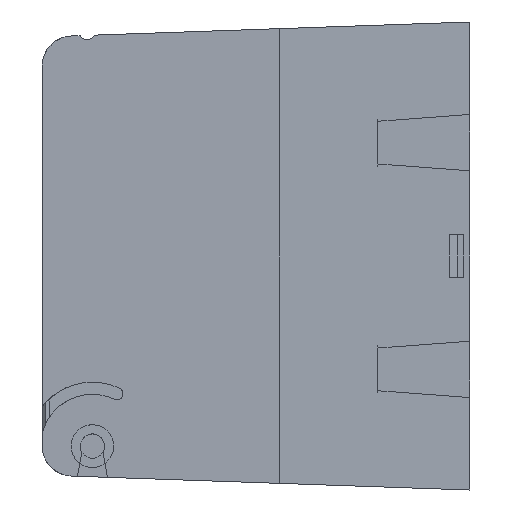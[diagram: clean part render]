
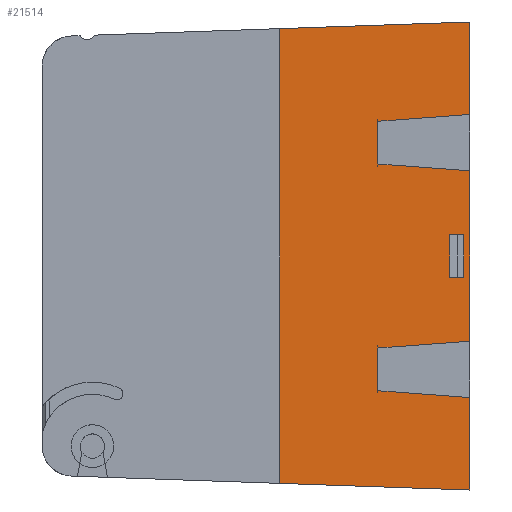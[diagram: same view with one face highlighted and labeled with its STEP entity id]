
A CAD part, left-side view. The second image highlights one B-rep face of the part: STEP entity #21514.
In plain terms, the highlighted planar face has unit normal (-1, 0, 0).
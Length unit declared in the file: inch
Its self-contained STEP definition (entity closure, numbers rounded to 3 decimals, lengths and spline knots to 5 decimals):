
#139 = VERTEX_POINT ( 'NONE', #21283 ) ;
#369 = VERTEX_POINT ( 'NONE', #18484 ) ;
#480 = EDGE_CURVE ( 'NONE', #13211, #3565, #15822, .T. ) ;
#492 = DIRECTION ( 'NONE',  ( -1., 0., 0. ) ) ;
#643 = VERTEX_POINT ( 'NONE', #14260 ) ;
#719 = CARTESIAN_POINT ( 'NONE',  ( -0.465, 0.133, -0.14 ) ) ;
#1211 = CARTESIAN_POINT ( 'NONE',  ( -0.465, 0.133, 0.14 ) ) ;
#1408 = LINE ( 'NONE', #17023, #13865 ) ;
#1427 = VECTOR ( 'NONE', #1481, 39.37008 ) ;
#1481 = DIRECTION ( 'NONE',  ( 0., -1., 0. ) ) ;
#1732 = DIRECTION ( 'NONE',  ( 0., 0., 1. ) ) ;
#1979 = LINE ( 'NONE', #1211, #1427 ) ;
#2178 = VECTOR ( 'NONE', #6647, 39.37008 ) ;
#2401 = VERTEX_POINT ( 'NONE', #23131 ) ;
#2410 = CARTESIAN_POINT ( 'NONE',  ( -0.465, 0., 0.93 ) ) ;
#2580 = CARTESIAN_POINT ( 'NONE',  ( -0.465, 0.594, -0.5 ) ) ;
#2678 = DIRECTION ( 'NONE',  ( 0., -0.997, 0.074 ) ) ;
#2864 = EDGE_CURVE ( 'NONE', #369, #17365, #21456, .T. ) ;
#2884 = VERTEX_POINT ( 'NONE', #22367 ) ;
#3380 = VECTOR ( 'NONE', #14832, 39.37008 ) ;
#3408 = ORIENTED_EDGE ( 'NONE', *, *, #17981, .T. ) ;
#3565 = VERTEX_POINT ( 'NONE', #3649 ) ;
#3649 = CARTESIAN_POINT ( 'NONE',  ( -0.465, 1.25, -1.49391 ) ) ;
#4134 = EDGE_LOOP ( 'NONE', ( #21489, #22515, #20222, #16419, #9122, #9147, #3408, #22890, #23179, #25894, #24114, #16741 ) ) ;
#4201 = CARTESIAN_POINT ( 'NONE',  ( -0.465, 0., -0.56 ) ) ;
#4247 = VERTEX_POINT ( 'NONE', #4201 ) ;
#4493 = VECTOR ( 'NONE', #11783, 39.37008 ) ;
#4526 = LINE ( 'NONE', #11891, #4493 ) ;
#4687 = CARTESIAN_POINT ( 'NONE',  ( -0.465, 0., -1.53756 ) ) ;
#5306 = LINE ( 'NONE', #16137, #7704 ) ;
#5455 = EDGE_CURVE ( 'NONE', #643, #4247, #7136, .T. ) ;
#5841 = EDGE_CURVE ( 'NONE', #14398, #23975, #1979, .T. ) ;
#6055 = VERTEX_POINT ( 'NONE', #20601 ) ;
#6078 = EDGE_CURVE ( 'NONE', #26246, #19177, #19740, .T. ) ;
#6647 = DIRECTION ( 'NONE',  ( 0., 0., -1. ) ) ;
#6920 = CARTESIAN_POINT ( 'NONE',  ( -0.465, 0., 1.4375 ) ) ;
#6938 = VECTOR ( 'NONE', #2678, 39.37008 ) ;
#7136 = LINE ( 'NONE', #6920, #2178 ) ;
#7395 = CARTESIAN_POINT ( 'NONE',  ( -0.465, 0.604, -0.88523 ) ) ;
#7704 = VECTOR ( 'NONE', #23907, 39.37008 ) ;
#8288 = VECTOR ( 'NONE', #1732, 39.37008 ) ;
#8653 = CARTESIAN_POINT ( 'NONE',  ( -0.465, 0.51262, 0.59799 ) ) ;
#8657 = DIRECTION ( 'NONE',  ( 0., 0., 1. ) ) ;
#8725 = EDGE_LOOP ( 'NONE', ( #25843, #25471, #20807, #11861 ) ) ;
#8787 = CARTESIAN_POINT ( 'NONE',  ( -0.465, 0.604, -0.56 ) ) ;
#9122 = ORIENTED_EDGE ( 'NONE', *, *, #9576, .T. ) ;
#9147 = ORIENTED_EDGE ( 'NONE', *, *, #10180, .F. ) ;
#9447 = CARTESIAN_POINT ( 'NONE',  ( -0.465, 0.133, 0.14 ) ) ;
#9460 = CARTESIAN_POINT ( 'NONE',  ( -0.465, 0.04, -0.14 ) ) ;
#9576 = EDGE_CURVE ( 'NONE', #17365, #6055, #19324, .T. ) ;
#10180 = EDGE_CURVE ( 'NONE', #11782, #6055, #4526, .T. ) ;
#10727 = EDGE_CURVE ( 'NONE', #19177, #23975, #16013, .T. ) ;
#10882 = CARTESIAN_POINT ( 'NONE',  ( -0.465, 0., -0.56 ) ) ;
#11266 = FACE_OUTER_BOUND ( 'NONE', #4134, .T. ) ;
#11270 = DIRECTION ( 'NONE',  ( 0., -0.997, 0.074 ) ) ;
#11471 = EDGE_CURVE ( 'NONE', #26246, #14398, #20259, .T. ) ;
#11782 = VERTEX_POINT ( 'NONE', #17588 ) ;
#11783 = DIRECTION ( 'NONE',  ( 0., 0., -1. ) ) ;
#11861 = ORIENTED_EDGE ( 'NONE', *, *, #5841, .T. ) ;
#11891 = CARTESIAN_POINT ( 'NONE',  ( -0.465, 0., 1.4375 ) ) ;
#11913 = VECTOR ( 'NONE', #11270, 39.37008 ) ;
#12038 = EDGE_CURVE ( 'NONE', #25180, #2401, #23161, .T. ) ;
#13211 = VERTEX_POINT ( 'NONE', #4687 ) ;
#13865 = VECTOR ( 'NONE', #16944, 39.37008 ) ;
#14260 = CARTESIAN_POINT ( 'NONE',  ( -0.465, 0., 0.56 ) ) ;
#14354 = DIRECTION ( 'NONE',  ( 0., -0.997, -0.074 ) ) ;
#14398 = VERTEX_POINT ( 'NONE', #9447 ) ;
#14461 = CARTESIAN_POINT ( 'NONE',  ( -0.465, 0.62245, -0.88387 ) ) ;
#14832 = DIRECTION ( 'NONE',  ( 0., -0.997, -0.074 ) ) ;
#15634 = VECTOR ( 'NONE', #19224, 39.37008 ) ;
#15822 = LINE ( 'NONE', #16428, #24749 ) ;
#16013 = LINE ( 'NONE', #9460, #16136 ) ;
#16136 = VECTOR ( 'NONE', #25174, 39.37008 ) ;
#16137 = CARTESIAN_POINT ( 'NONE',  ( -0.465, 0., 1.4375 ) ) ;
#16419 = ORIENTED_EDGE ( 'NONE', *, *, #2864, .T. ) ;
#16425 = EDGE_CURVE ( 'NONE', #3565, #139, #24173, .T. ) ;
#16428 = CARTESIAN_POINT ( 'NONE',  ( -0.465, 1.1485, -1.49745 ) ) ;
#16741 = ORIENTED_EDGE ( 'NONE', *, *, #18437, .T. ) ;
#16944 = DIRECTION ( 'NONE',  ( 0., 0.999, -0.035 ) ) ;
#17015 = EDGE_CURVE ( 'NONE', #2401, #13211, #5306, .T. ) ;
#17023 = CARTESIAN_POINT ( 'NONE',  ( -0.465, 1.1485, 1.49745 ) ) ;
#17365 = VERTEX_POINT ( 'NONE', #18969 ) ;
#17588 = CARTESIAN_POINT ( 'NONE',  ( -0.465, 0., 1.53756 ) ) ;
#17738 = DIRECTION ( 'NONE',  ( 0., 0.999, 0.035 ) ) ;
#17981 = EDGE_CURVE ( 'NONE', #11782, #139, #1408, .T. ) ;
#18355 = EDGE_CURVE ( 'NONE', #2884, #4247, #23710, .T. ) ;
#18437 = EDGE_CURVE ( 'NONE', #25180, #2884, #19254, .T. ) ;
#18484 = CARTESIAN_POINT ( 'NONE',  ( -0.465, 0.604, 0.60477 ) ) ;
#18957 = VECTOR ( 'NONE', #8657, 39.37008 ) ;
#18969 = CARTESIAN_POINT ( 'NONE',  ( -0.465, 0.604, 0.88523 ) ) ;
#19177 = VERTEX_POINT ( 'NONE', #19640 ) ;
#19188 = PLANE ( 'NONE',  #19691 ) ;
#19196 = CARTESIAN_POINT ( 'NONE',  ( -0.465, 0.133, -0.14 ) ) ;
#19224 = DIRECTION ( 'NONE',  ( 0., -1., 0. ) ) ;
#19254 = LINE ( 'NONE', #8787, #18957 ) ;
#19324 = LINE ( 'NONE', #2410, #6938 ) ;
#19640 = CARTESIAN_POINT ( 'NONE',  ( -0.465, 0.04, -0.14 ) ) ;
#19691 = AXIS2_PLACEMENT_3D ( 'NONE', #2580, #492, #21214 ) ;
#19740 = LINE ( 'NONE', #19196, #15634 ) ;
#20143 = CARTESIAN_POINT ( 'NONE',  ( -0.465, 0.604, 0.56 ) ) ;
#20222 = ORIENTED_EDGE ( 'NONE', *, *, #21404, .F. ) ;
#20254 = FACE_BOUND ( 'NONE', #8725, .T. ) ;
#20259 = LINE ( 'NONE', #21983, #20342 ) ;
#20342 = VECTOR ( 'NONE', #22027, 39.37008 ) ;
#20601 = CARTESIAN_POINT ( 'NONE',  ( -0.465, 0., 0.93 ) ) ;
#20745 = LINE ( 'NONE', #8653, #3380 ) ;
#20807 = ORIENTED_EDGE ( 'NONE', *, *, #11471, .T. ) ;
#21214 = DIRECTION ( 'NONE',  ( 0., 0., 1. ) ) ;
#21283 = CARTESIAN_POINT ( 'NONE',  ( -0.465, 1.25, 1.49391 ) ) ;
#21404 = EDGE_CURVE ( 'NONE', #369, #643, #20745, .T. ) ;
#21456 = LINE ( 'NONE', #20143, #8288 ) ;
#21489 = ORIENTED_EDGE ( 'NONE', *, *, #18355, .T. ) ;
#21514 = ADVANCED_FACE ( 'NONE', ( #11266, #20254 ), #19188, .T. ) ;
#21983 = CARTESIAN_POINT ( 'NONE',  ( -0.465, 0.133, -0.14 ) ) ;
#22027 = DIRECTION ( 'NONE',  ( 0., 0., 1. ) ) ;
#22367 = CARTESIAN_POINT ( 'NONE',  ( -0.465, 0.604, -0.60477 ) ) ;
#22515 = ORIENTED_EDGE ( 'NONE', *, *, #5455, .F. ) ;
#22890 = ORIENTED_EDGE ( 'NONE', *, *, #16425, .F. ) ;
#23131 = CARTESIAN_POINT ( 'NONE',  ( -0.465, 0., -0.93 ) ) ;
#23161 = LINE ( 'NONE', #14461, #23359 ) ;
#23179 = ORIENTED_EDGE ( 'NONE', *, *, #480, .F. ) ;
#23359 = VECTOR ( 'NONE', #14354, 39.37008 ) ;
#23710 = LINE ( 'NONE', #10882, #11913 ) ;
#23907 = DIRECTION ( 'NONE',  ( 0., 0., -1. ) ) ;
#23975 = VERTEX_POINT ( 'NONE', #25096 ) ;
#24114 = ORIENTED_EDGE ( 'NONE', *, *, #12038, .F. ) ;
#24173 = LINE ( 'NONE', #25852, #26053 ) ;
#24749 = VECTOR ( 'NONE', #17738, 39.37008 ) ;
#25096 = CARTESIAN_POINT ( 'NONE',  ( -0.465, 0.04, 0.14 ) ) ;
#25174 = DIRECTION ( 'NONE',  ( 0., 0., 1. ) ) ;
#25180 = VERTEX_POINT ( 'NONE', #7395 ) ;
#25471 = ORIENTED_EDGE ( 'NONE', *, *, #6078, .F. ) ;
#25567 = DIRECTION ( 'NONE',  ( 0., 0., 1. ) ) ;
#25843 = ORIENTED_EDGE ( 'NONE', *, *, #10727, .F. ) ;
#25852 = CARTESIAN_POINT ( 'NONE',  ( -0.465, 1.25, -0.5 ) ) ;
#25894 = ORIENTED_EDGE ( 'NONE', *, *, #17015, .F. ) ;
#26053 = VECTOR ( 'NONE', #25567, 39.37008 ) ;
#26246 = VERTEX_POINT ( 'NONE', #719 ) ;
